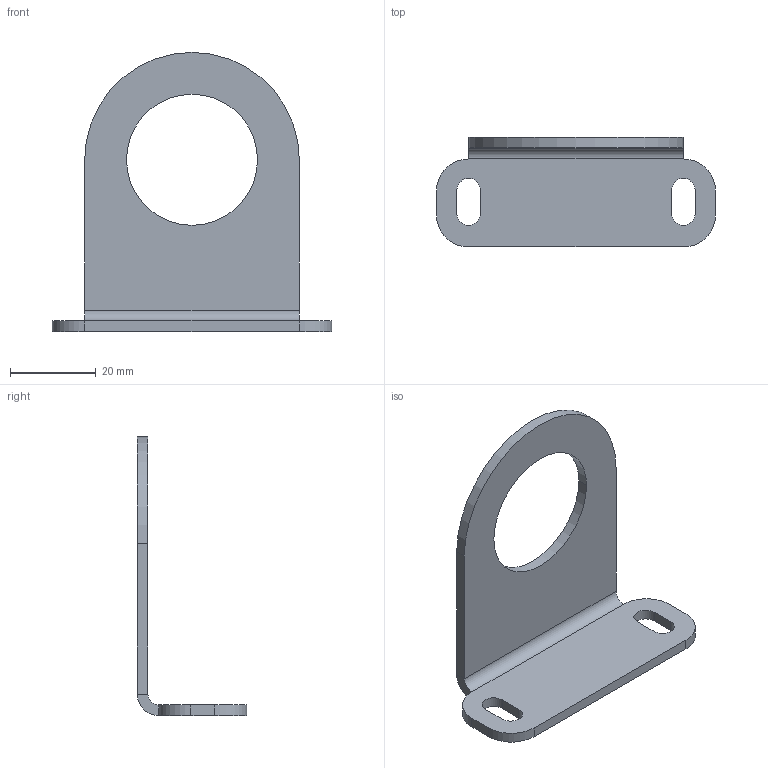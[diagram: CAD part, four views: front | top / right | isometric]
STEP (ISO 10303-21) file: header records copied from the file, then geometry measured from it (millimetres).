
FILE_DESCRIPTION((''),'2;1');
FILE_NAME('214253_ASM','2019-09-24T13:36:08',('pdmadmin'),('BANNER ENGINEERING'),'CREO PARAMETRIC BY PTC INC, 2018300','CREO PARAMETRIC BY PTC INC, 2018300','');
FILE_SCHEMA(('CONFIG_CONTROL_DESIGN'));
Length unit declared in the file: millimetre
Products named in the file (2): 211401; 214253_ASM
Assembly tree (1 placements, depth 2):
  214253_ASM
    211401
Bounding box: 65 x 25.5 x 65 mm (x, y, z)
Volume: 8679.6 mm3; surface area: 7995.8 mm2
Topology: 1 solids, 1 shells, 28 faces, 70 edges, 44 vertices
Faces by surface type: plane 15, cylinder 13
Entity records: 915 total; most frequent: DIRECTION 158, CARTESIAN_POINT 145, ORIENTED_EDGE 140, EDGE_CURVE 70, AXIS2_PLACEMENT_3D 57, VECTOR 44, LINE 44, VERTEX_POINT 44
